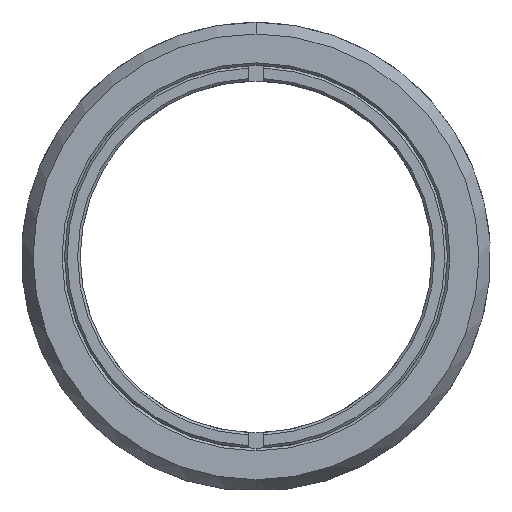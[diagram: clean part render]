
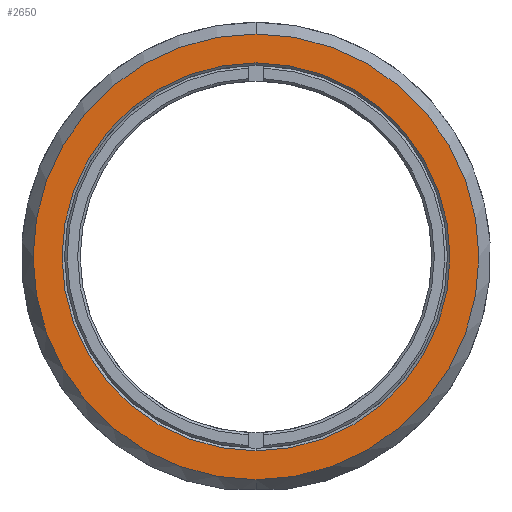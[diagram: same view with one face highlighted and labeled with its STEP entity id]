
A CAD part, top view. The second image highlights one B-rep face of the part: STEP entity #2650.
In plain terms, the highlighted planar face has unit normal (0, 0, 1).
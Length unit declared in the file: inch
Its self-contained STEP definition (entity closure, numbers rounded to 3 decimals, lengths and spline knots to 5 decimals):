
#189 = AXIS2_PLACEMENT_3D ( 'NONE', #1993, #1992, #1991 ) ;
#194 = CIRCLE ( 'NONE', #189, 1.78262 ) ;
#219 = AXIS2_PLACEMENT_3D ( 'NONE', #1671, #1669, #1664 ) ;
#235 = CIRCLE ( 'NONE', #219, 1.78262 ) ;
#297 = AXIS2_PLACEMENT_3D ( 'NONE', #2548, #2517, #2576 ) ;
#337 = ORIENTED_EDGE ( 'NONE', *, *, #2794, .T. ) ;
#338 = ORIENTED_EDGE ( 'NONE', *, *, #2691, .T. ) ;
#339 = ORIENTED_EDGE ( 'NONE', *, *, #2713, .T. ) ;
#347 = VERTEX_POINT ( 'NONE', #2466 ) ;
#437 = VERTEX_POINT ( 'NONE', #2404 ) ;
#510 = FACE_OUTER_BOUND ( 'NONE', #1086, .T. ) ;
#511 = FACE_BOUND ( 'NONE', #1089, .T. ) ;
#561 = ORIENTED_EDGE ( 'NONE', *, *, #2922, .T. ) ;
#667 = VERTEX_POINT ( 'NONE', #2353 ) ;
#668 = VERTEX_POINT ( 'NONE', #2474 ) ;
#1086 = EDGE_LOOP ( 'NONE', ( #339, #338 ) ) ;
#1089 = EDGE_LOOP ( 'NONE', ( #561, #337 ) ) ;
#1260 = DIRECTION ( 'NONE',  ( 0., 1., 0. ) ) ;
#1287 = CARTESIAN_POINT ( 'NONE',  ( 97.24684, 225.69034, 0.5625 ) ) ;
#1341 = DIRECTION ( 'NONE',  ( 0., 0., -1. ) ) ;
#1664 = DIRECTION ( 'NONE',  ( -1., 0., 0. ) ) ;
#1669 = DIRECTION ( 'NONE',  ( 0., 0., 1. ) ) ;
#1671 = CARTESIAN_POINT ( 'NONE',  ( 97.24684, 225.69034, 0.5625 ) ) ;
#1686 = DIRECTION ( 'NONE',  ( 0., 1., 0. ) ) ;
#1687 = DIRECTION ( 'NONE',  ( 0., 0., -1. ) ) ;
#1688 = CARTESIAN_POINT ( 'NONE',  ( 97.24684, 225.69034, 0.5625 ) ) ;
#1991 = DIRECTION ( 'NONE',  ( -1., 0., 0. ) ) ;
#1992 = DIRECTION ( 'NONE',  ( 0., 0., 1. ) ) ;
#1993 = CARTESIAN_POINT ( 'NONE',  ( 97.24684, 225.69034, 0.5625 ) ) ;
#2181 = AXIS2_PLACEMENT_3D ( 'NONE', #1688, #1687, #1686 ) ;
#2185 = CIRCLE ( 'NONE', #2181, 1.55125 ) ;
#2212 = AXIS2_PLACEMENT_3D ( 'NONE', #1287, #1341, #1260 ) ;
#2220 = CIRCLE ( 'NONE', #2212, 1.55125 ) ;
#2353 = CARTESIAN_POINT ( 'NONE',  ( 97.24684, 224.13909, 0.5625 ) ) ;
#2404 = CARTESIAN_POINT ( 'NONE',  ( 97.24684, 223.90772, 0.5625 ) ) ;
#2466 = CARTESIAN_POINT ( 'NONE',  ( 97.24684, 227.24159, 0.5625 ) ) ;
#2474 = CARTESIAN_POINT ( 'NONE',  ( 97.24684, 227.47296, 0.5625 ) ) ;
#2517 = DIRECTION ( 'NONE',  ( 0., 0., 1. ) ) ;
#2548 = CARTESIAN_POINT ( 'NONE',  ( 97.24684, 225.69034, 0.5625 ) ) ;
#2576 = DIRECTION ( 'NONE',  ( 0., 1., 0. ) ) ;
#2595 = PLANE ( 'NONE',  #297 ) ;
#2650 = ADVANCED_FACE ( 'NONE', ( #511, #510 ), #2595, .T. ) ;
#2691 = EDGE_CURVE ( 'NONE', #668, #437, #235, .T. ) ;
#2713 = EDGE_CURVE ( 'NONE', #437, #668, #194, .T. ) ;
#2794 = EDGE_CURVE ( 'NONE', #347, #667, #2185, .T. ) ;
#2922 = EDGE_CURVE ( 'NONE', #667, #347, #2220, .T. ) ;
